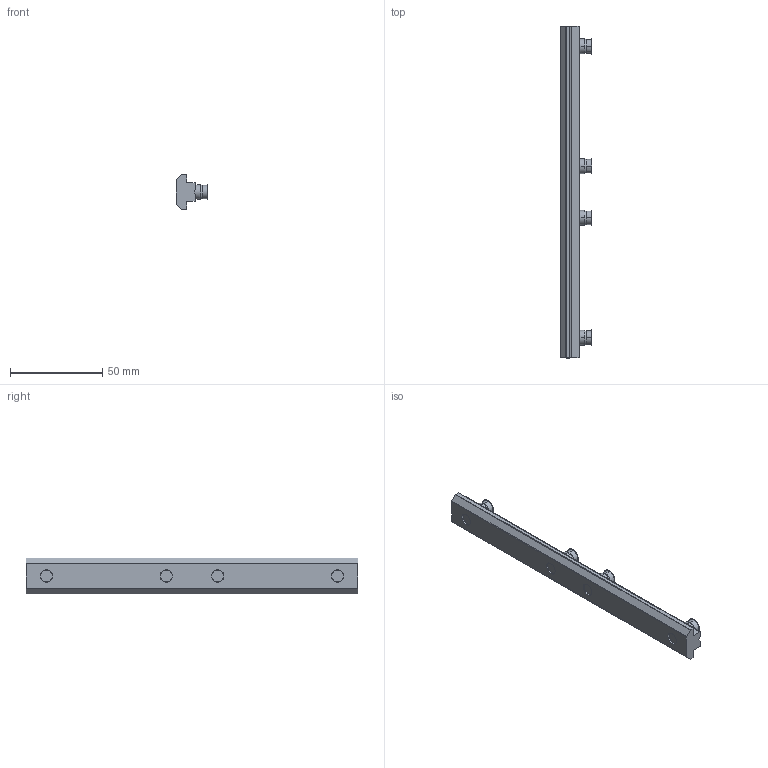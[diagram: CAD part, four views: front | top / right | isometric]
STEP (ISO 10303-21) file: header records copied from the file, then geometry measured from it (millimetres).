
FILE_DESCRIPTION (( 'STEP AP203' ), '1' );
FILE_NAME ('412528746_c_1.STEP', '2023-01-18T05:14:45', ( '' ), ( '' ), 'SwSTEP 2.0', 'SolidWorks 2014', '' );
FILE_SCHEMA (( 'CONFIG_CONTROL_DESIGN' ));
Length unit declared in the file: millimetre
Products named in the file (1): 412528746_c_1
Bounding box: 16.9 x 180 x 19.5 mm (x, y, z)
Surface area: 10941.8 mm2 (no closed solid volume)
Topology: 0 solids, 1 shells, 81 faces, 209 edges, 134 vertices
Faces by surface type: cylinder 34, plane 31, cone 16
Entity records: 2980 total; most frequent: CARTESIAN_POINT 913, DIRECTION 433, ORIENTED_EDGE 410, EDGE_CURVE 209, AXIS2_PLACEMENT_3D 166, VERTEX_POINT 134, VECTOR 101, LINE 101
